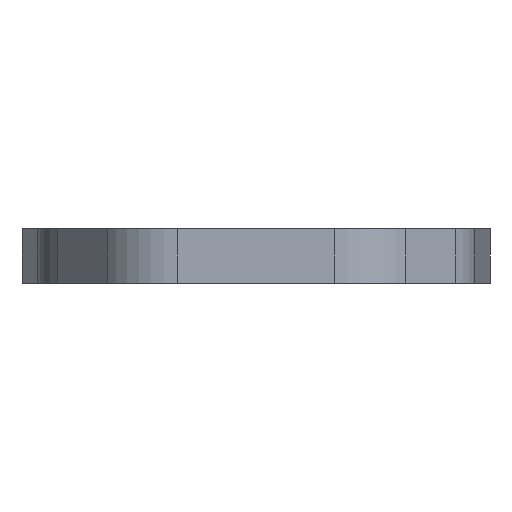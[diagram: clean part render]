
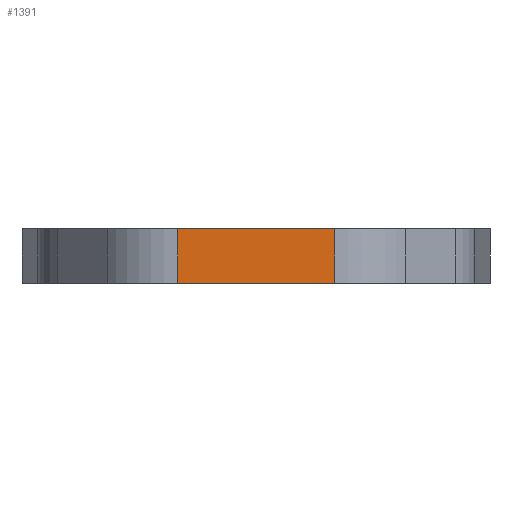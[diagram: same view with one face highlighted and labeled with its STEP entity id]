
A CAD part, front view. The second image highlights one B-rep face of the part: STEP entity #1391.
In plain terms, the highlighted planar face has unit normal (0, -1, 0).
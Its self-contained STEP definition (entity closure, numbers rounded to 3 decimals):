
#57 = AXIS2_PLACEMENT_3D ( 'NONE', #387, #815, #678 ) ;
#268 = EDGE_CURVE ( 'NONE', #1183, #1201, #711, .T. ) ;
#303 = VERTEX_POINT ( 'NONE', #1529 ) ;
#332 = ORIENTED_EDGE ( 'NONE', *, *, #421, .F. ) ;
#387 = CARTESIAN_POINT ( 'NONE',  ( -4.35, -16., 3. ) ) ;
#421 = EDGE_CURVE ( 'NONE', #1201, #1104, #1352, .T. ) ;
#506 = FACE_OUTER_BOUND ( 'NONE', #1264, .T. ) ;
#559 = ORIENTED_EDGE ( 'NONE', *, *, #268, .F. ) ;
#568 = EDGE_CURVE ( 'NONE', #303, #1104, #1695, .T. ) ;
#641 = CARTESIAN_POINT ( 'NONE',  ( -4.35, -16., 3. ) ) ;
#678 = DIRECTION ( 'NONE',  ( 0., 0., 1. ) ) ;
#711 = LINE ( 'NONE', #1554, #1655 ) ;
#781 = DIRECTION ( 'NONE',  ( 1., 0., 0. ) ) ;
#815 = DIRECTION ( 'NONE',  ( 0., 1., 0. ) ) ;
#888 = VECTOR ( 'NONE', #969, 1000. ) ;
#969 = DIRECTION ( 'NONE',  ( 1., 0., 0. ) ) ;
#987 = CARTESIAN_POINT ( 'NONE',  ( -4.35, -16., 3. ) ) ;
#1025 = VECTOR ( 'NONE', #1874, 1000. ) ;
#1043 = EDGE_CURVE ( 'NONE', #1183, #303, #1446, .T. ) ;
#1091 = ORIENTED_EDGE ( 'NONE', *, *, #1043, .T. ) ;
#1104 = VERTEX_POINT ( 'NONE', #1591 ) ;
#1117 = PLANE ( 'NONE',  #57 ) ;
#1133 = CARTESIAN_POINT ( 'NONE',  ( -4.35, -16., 0. ) ) ;
#1183 = VERTEX_POINT ( 'NONE', #987 ) ;
#1201 = VERTEX_POINT ( 'NONE', #1285 ) ;
#1264 = EDGE_LOOP ( 'NONE', ( #1361, #332, #559, #1091 ) ) ;
#1285 = CARTESIAN_POINT ( 'NONE',  ( 4.35, -16., 3. ) ) ;
#1352 = LINE ( 'NONE', #1814, #1673 ) ;
#1361 = ORIENTED_EDGE ( 'NONE', *, *, #568, .T. ) ;
#1391 = ADVANCED_FACE ( 'NONE', ( #506 ), #1117, .F. ) ;
#1446 = LINE ( 'NONE', #641, #1025 ) ;
#1513 = DIRECTION ( 'NONE',  ( 0., 0., -1. ) ) ;
#1529 = CARTESIAN_POINT ( 'NONE',  ( -4.35, -16., 0. ) ) ;
#1554 = CARTESIAN_POINT ( 'NONE',  ( -4.35, -16., 3. ) ) ;
#1591 = CARTESIAN_POINT ( 'NONE',  ( 4.35, -16., 0. ) ) ;
#1655 = VECTOR ( 'NONE', #781, 1000. ) ;
#1673 = VECTOR ( 'NONE', #1513, 1000. ) ;
#1695 = LINE ( 'NONE', #1133, #888 ) ;
#1814 = CARTESIAN_POINT ( 'NONE',  ( 4.35, -16., 3. ) ) ;
#1874 = DIRECTION ( 'NONE',  ( 0., 0., -1. ) ) ;
